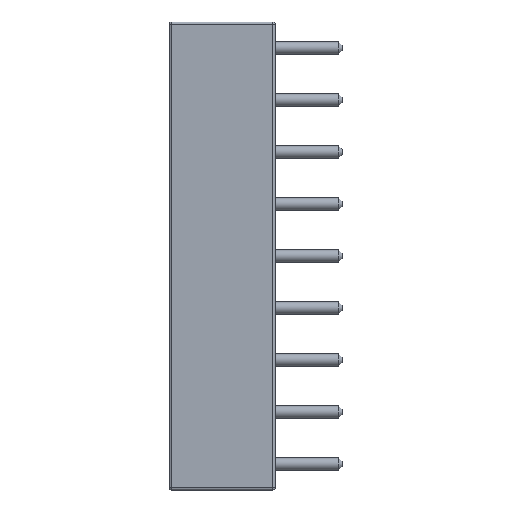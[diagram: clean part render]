
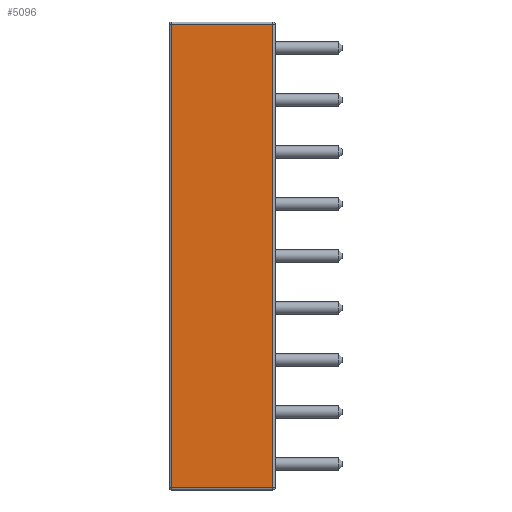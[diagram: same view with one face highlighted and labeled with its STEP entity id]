
A CAD part, left-side view. The second image highlights one B-rep face of the part: STEP entity #5096.
In plain terms, the highlighted planar face has unit normal (-1, 0, 0).
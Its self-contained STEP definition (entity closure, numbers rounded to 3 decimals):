
#277=PLANE('',#5491);
#541=FACE_OUTER_BOUND('',#852,.T.);
#852=EDGE_LOOP('',(#3938,#3939,#3940,#3941));
#1121=LINE('',#7358,#1611);
#1282=LINE('',#8067,#1772);
#1284=LINE('',#8070,#1774);
#1288=LINE('',#8077,#1778);
#1611=VECTOR('',#5846,10.);
#1772=VECTOR('',#6323,10.);
#1774=VECTOR('',#6327,10.);
#1778=VECTOR('',#6337,10.);
#2308=VERTEX_POINT('',#7352);
#2310=VERTEX_POINT('',#7356);
#2489=VERTEX_POINT('',#8045);
#2494=VERTEX_POINT('',#8060);
#2781=EDGE_CURVE('',#2310,#2308,#1121,.T.);
#3046=EDGE_CURVE('',#2489,#2494,#1282,.T.);
#3048=EDGE_CURVE('',#2494,#2310,#1284,.T.);
#3052=EDGE_CURVE('',#2308,#2489,#1288,.T.);
#3938=ORIENTED_EDGE('',*,*,#2781,.F.);
#3939=ORIENTED_EDGE('',*,*,#3048,.F.);
#3940=ORIENTED_EDGE('',*,*,#3046,.F.);
#3941=ORIENTED_EDGE('',*,*,#3052,.F.);
#5096=ADVANCED_FACE('',(#541),#277,.F.);
#5491=AXIS2_PLACEMENT_3D('',#8086,#6350,#6351);
#5846=DIRECTION('',(0.,1.,0.));
#6323=DIRECTION('',(0.,-1.,0.));
#6327=DIRECTION('',(0.,0.,-1.));
#6337=DIRECTION('',(0.,0.,1.));
#6350=DIRECTION('center_axis',(1.,0.,0.));
#6351=DIRECTION('ref_axis',(0.,-1.,0.));
#7352=CARTESIAN_POINT('',(-5.08,5.06,-22.76));
#7356=CARTESIAN_POINT('',(-5.08,0.1,-22.76));
#7358=CARTESIAN_POINT('',(-5.08,3.87,-22.76));
#8045=CARTESIAN_POINT('',(-5.08,5.06,-0.1));
#8060=CARTESIAN_POINT('',(-5.08,0.1,-0.1));
#8067=CARTESIAN_POINT('',(-5.08,3.87,-0.1));
#8070=CARTESIAN_POINT('',(-5.08,0.1,0.));
#8077=CARTESIAN_POINT('',(-5.08,5.06,0.));
#8086=CARTESIAN_POINT('Origin',(-5.08,5.16,0.));
